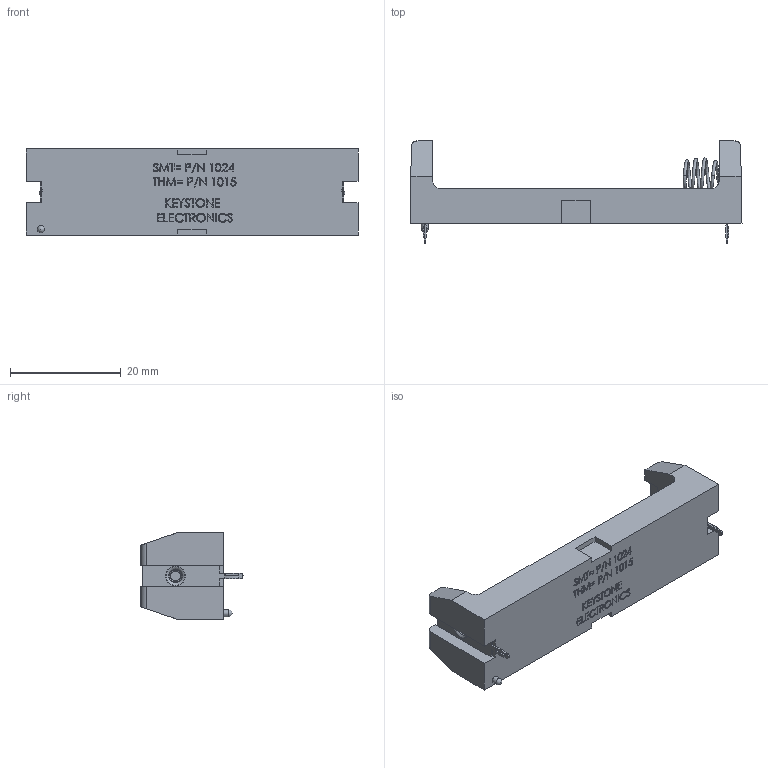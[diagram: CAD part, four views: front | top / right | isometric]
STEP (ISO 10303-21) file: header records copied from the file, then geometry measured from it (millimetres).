
FILE_DESCRIPTION (( 'STEP AP214' ), '1' );
FILE_NAME ('1087.STEP', '2014-10-21T20:29:56', ( '' ), ( '' ), 'SwSTEP 2.0', 'SolidWorks 2013', '' );
FILE_SCHEMA (( 'AUTOMOTIVE_DESIGN' ));
Length unit declared in the file: inch
Products named in the file (1): 1087
Bounding box: 59.93 x 18.41 x 15.54 mm (x, y, z)
Volume: 3189.4 mm3; surface area: 4442.2 mm2
Topology: 3 solids, 3 shells, 667 faces, 1776 edges, 1172 vertices
Faces by surface type: plane 481, bspline 132, cylinder 34, torus 15, cone 4, sphere 1
Full cylindrical faces by diameter (mm): 1.016 x1, 1.245 x1, 1.27 x2, 2.54 x2
Entity records: 37409 total; most frequent: CARTESIAN_POINT 13032, ORIENTED_EDGE 3484, DIRECTION 2636, EDGE_CURVE 1742, LINE 1382, VECTOR 1382, VERTEX_POINT 1168, EDGE_LOOP 762
